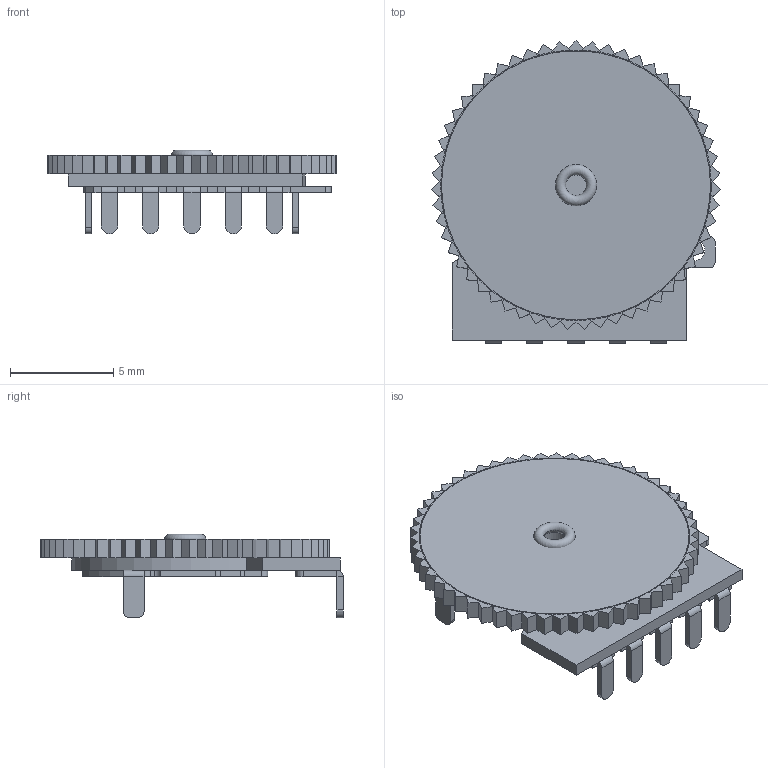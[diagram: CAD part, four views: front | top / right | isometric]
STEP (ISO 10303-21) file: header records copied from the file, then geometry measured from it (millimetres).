
FILE_DESCRIPTION(('FreeCAD Model'),'2;1');
FILE_NAME('RK10J11.step', '2020-09-09T21:46:30',('Author'),(''), 'Open CASCADE STEP processor 7.3','FreeCAD','Unknown');
FILE_SCHEMA(('AUTOMOTIVE_DESIGN { 1 0 10303 214 1 1 1 1 }'));
Length unit declared in the file: millimetre
Products named in the file (9): Base; Pin1; Pin4; Pin2; Pin5; Pin3; Backplate; Wheel; Pin
Bounding box: 13.99 x 14.65 x 4.05 mm (x, y, z)
Volume: 241.7 mm3; surface area: 904.7 mm2
Topology: 9 solids, 9 shells, 716 faces, 1710 edges, 1011 vertices
Faces by surface type: plane 662, cylinder 52, torus 2
Full cylindrical faces by diameter (mm): 0.75 x5, 1 x1, 1.25 x1, 1.5 x2
Entity records: 42704 total; most frequent: CARTESIAN_POINT 7230, DIRECTION 6831, LINE 4255, VECTOR 4255, ORIENTED_EDGE 3420, PCURVE 3420, DEFINITIONAL_REPRESENTATION 3420, EDGE_CURVE 1710
